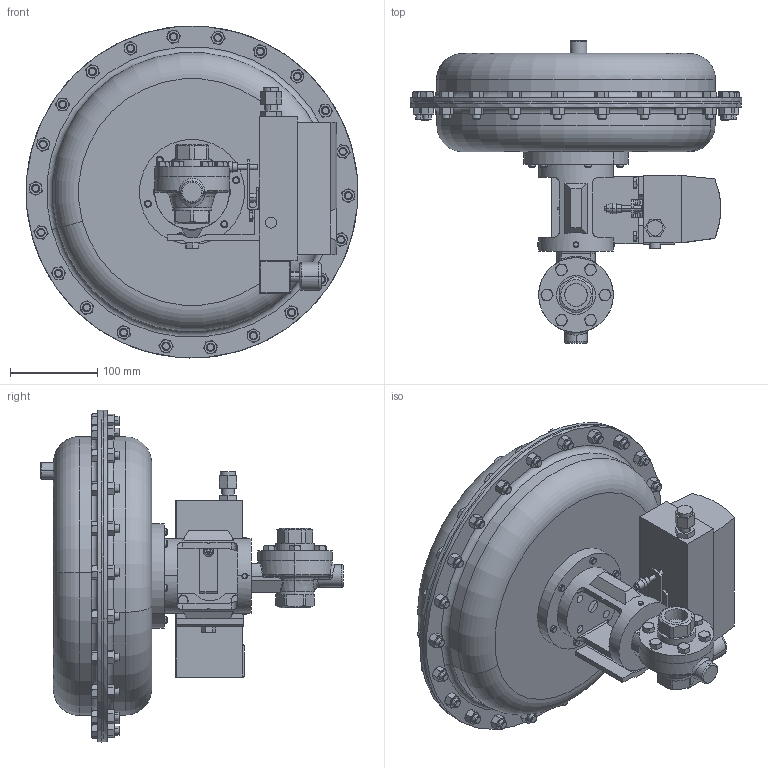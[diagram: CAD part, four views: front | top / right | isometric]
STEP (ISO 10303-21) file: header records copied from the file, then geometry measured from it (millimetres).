
FILE_DESCRIPTION (( 'STEP AP203' ), '1' );
FILE_NAME ('70SP-075-CS+S6-PT-85M-16IQ.STEP', '2017-09-11T15:52:23', ( '' ), ( '' ), 'SwSTEP 2.0', 'SolidWorks 2014', '' );
FILE_SCHEMA (( 'CONFIG_CONTROL_DESIGN' ));
Products named in the file (1): 70SP-075-CS+S6-PT-85M-16IQ
Bounding box: 380.89 x 347 x 380.96 mm (x, y, z)
Volume: 11147127.9 mm3; surface area: 512746.6 mm2
Topology: 1 solids, 1 shells, 1319 faces, 3021 edges, 1815 vertices
Faces by surface type: plane 544, cone 529, cylinder 196, torus 28, bspline 18, sphere 4
Full cylindrical faces by diameter (mm): 6.528 x1, 9.525 x4, 14.732 x1, 54.864 x1
Entity records: 41888 total; most frequent: CARTESIAN_POINT 13592, ORIENTED_EDGE 6026, DIRECTION 5562, EDGE_CURVE 3013, AXIS2_PLACEMENT_3D 2261, VERTEX_POINT 1815, EDGE_LOOP 1442, FACE_OUTER_BOUND 1319
